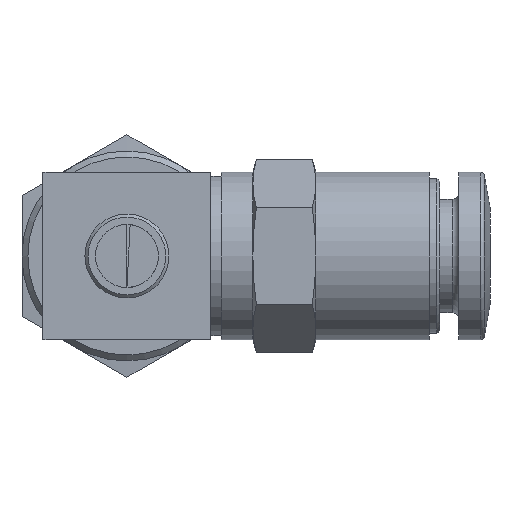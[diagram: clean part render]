
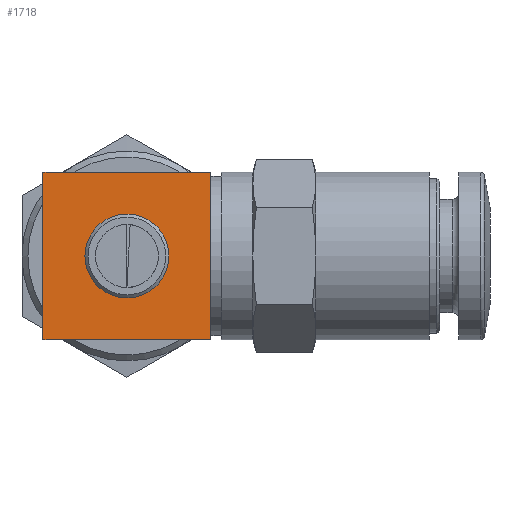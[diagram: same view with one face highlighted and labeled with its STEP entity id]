
A CAD part, front view. The second image highlights one B-rep face of the part: STEP entity #1718.
In plain terms, the highlighted planar face has unit normal (0, -1, 0).
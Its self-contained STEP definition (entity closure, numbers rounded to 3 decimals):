
#51=PLANE('',#1854);
#84=LINE('',#2524,#116);
#87=LINE('',#2530,#119);
#90=LINE('',#2536,#122);
#93=LINE('',#2543,#125);
#116=VECTOR('',#2093,1000.);
#119=VECTOR('',#2098,1000.);
#122=VECTOR('',#2103,1000.);
#125=VECTOR('',#2110,1000.);
#334=ORIENTED_EDGE('',*,*,#613,.T.);
#335=ORIENTED_EDGE('',*,*,#602,.F.);
#336=ORIENTED_EDGE('',*,*,#612,.F.);
#337=ORIENTED_EDGE('',*,*,#608,.F.);
#338=ORIENTED_EDGE('',*,*,#605,.F.);
#602=EDGE_CURVE('',#748,#749,#84,.T.);
#605=EDGE_CURVE('',#749,#751,#87,.T.);
#608=EDGE_CURVE('',#751,#753,#90,.T.);
#612=EDGE_CURVE('',#753,#748,#93,.T.);
#613=EDGE_CURVE('',#755,#755,#844,.T.);
#748=VERTEX_POINT('',#2523);
#749=VERTEX_POINT('',#2525);
#751=VERTEX_POINT('',#2531);
#753=VERTEX_POINT('',#2537);
#755=VERTEX_POINT('',#2546);
#844=CIRCLE('',#1855,2.);
#938=EDGE_LOOP('',(#334));
#939=EDGE_LOOP('',(#335,#336,#337,#338));
#1078=FACE_BOUND('',#938,.T.);
#1079=FACE_BOUND('',#939,.T.);
#1718=ADVANCED_FACE('',(#1078,#1079),#51,.F.);
#1854=AXIS2_PLACEMENT_3D('',#2544,#2111,#2112);
#1855=AXIS2_PLACEMENT_3D('',#2545,#2113,#2114);
#2093=DIRECTION('',(-1.,0.,0.));
#2098=DIRECTION('',(0.,0.,1.));
#2103=DIRECTION('',(1.,0.,0.));
#2110=DIRECTION('',(0.,0.,-1.));
#2111=DIRECTION('',(0.,1.,0.));
#2112=DIRECTION('',(0.,0.,1.));
#2113=DIRECTION('',(0.,1.,0.));
#2114=DIRECTION('',(0.,0.,1.));
#2523=CARTESIAN_POINT('',(4.,3.5,-4.));
#2524=CARTESIAN_POINT('',(4.,3.5,-4.));
#2525=CARTESIAN_POINT('',(-4.,3.5,-4.));
#2530=CARTESIAN_POINT('',(-4.,3.5,-4.));
#2531=CARTESIAN_POINT('',(-4.,3.5,4.));
#2536=CARTESIAN_POINT('',(-4.,3.5,4.));
#2537=CARTESIAN_POINT('',(4.,3.5,4.));
#2543=CARTESIAN_POINT('',(4.,3.5,4.));
#2544=CARTESIAN_POINT('',(0.,3.5,0.));
#2545=CARTESIAN_POINT('',(0.,3.5,0.));
#2546=CARTESIAN_POINT('',(0.,3.5,2.));
